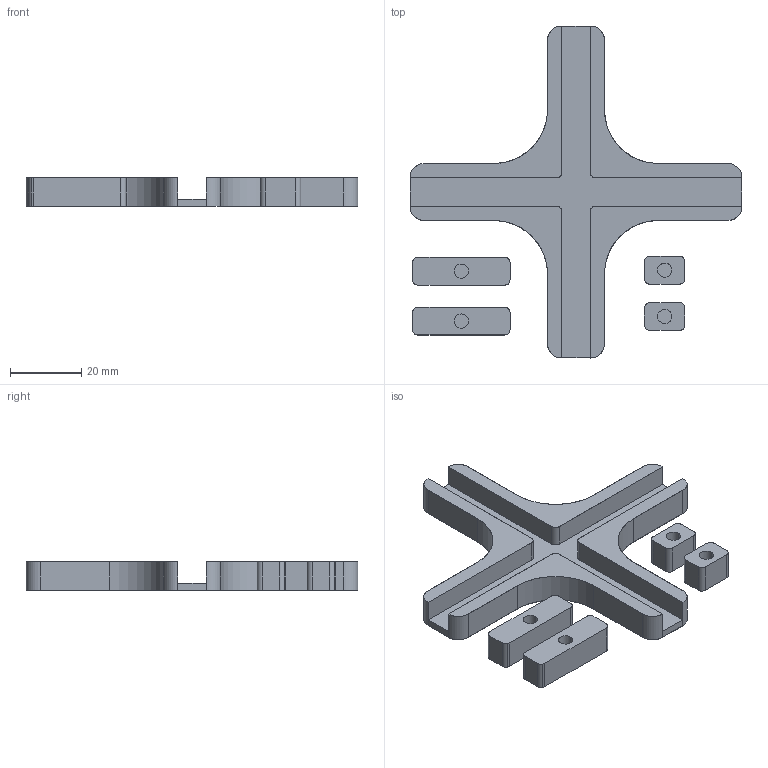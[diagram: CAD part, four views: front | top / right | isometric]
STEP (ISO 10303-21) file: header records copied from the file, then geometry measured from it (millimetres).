
FILE_DESCRIPTION(/* description */ (''),/* implementation_level */ '2;1');
FILE_NAME(/* name */ 'Trammel-of-Archimedes components REV3',/* time_stamp */ '2025-08-25T11:10:12+02:00',/* author */ (''),/* organization */ (''),/* preprocessor_version */ 'ST-DEVELOPER v19.2',/* originating_system */ 'Rhino 8.22',/* authorisation */ '');
FILE_SCHEMA (('CONFIG_CONTROL_DESIGN'));
Length unit declared in the file: millimetre
Products named in the file (2): Document; Trammel-of-Archimedes-Body
Bounding box: 93.08 x 93.08 x 8 mm (x, y, z)
Volume: 4557.4 mm3; surface area: 13304 mm2
Topology: 4 solids, 46 shells, 96 faces, 288 edges, 246 vertices
Faces by surface type: plane 54, cylinder 42
Entity records: 7202 total; most frequent: CARTESIAN_POINT 5016, ORIENTED_EDGE 414, EDGE_CURVE 288, VERTEX_POINT 246, DIRECTION 202, AXIS2_PLACEMENT_3D 149, B_SPLINE_CURVE_WITH_KNOTS 135, EDGE_LOOP 100
